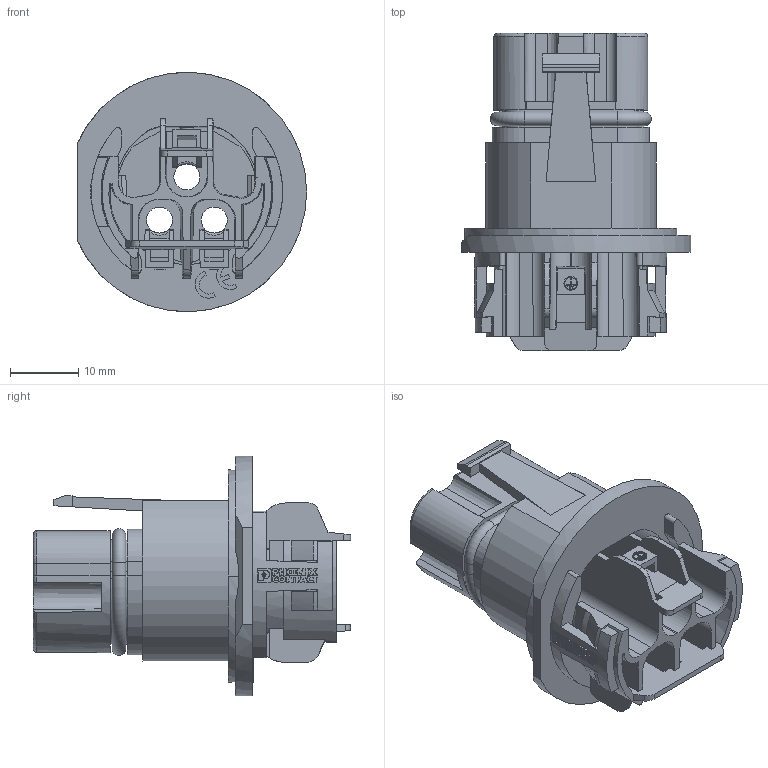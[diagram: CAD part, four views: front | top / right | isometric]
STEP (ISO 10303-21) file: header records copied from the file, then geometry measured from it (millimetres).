
FILE_DESCRIPTION(('Creo Elements/Direct Modeling STEP Export'),'2;1');
FILE_NAME('model.stp','2020-09-02T12:55:10',(''),(''),'Creo Elements/Direct Modeling STEP processor for AP214 (Solid Model)','Creo Elements/Direct Modeling 20.1A 29-Sep-2018 (C) Parametric Technology GmbH','');
FILE_SCHEMA(('AUTOMOTIVE_DESIGN { 1 0 10303 214 1 1 1 1 }'));
Length unit declared in the file: millimetre
Products named in the file (2): PRC3-FT25-M_insert; PRC_3-FT25-MC WO NUT
Assembly tree (1 placements, depth 2):
  PRC_3-FT25-MC WO NUT
    PRC3-FT25-M_insert
Bounding box: 33.5 x 46.35 x 35 mm (x, y, z)
Volume: 12743.6 mm3; surface area: 11215.5 mm2
Topology: 1 solids, 1 shells, 691 faces, 1936 edges, 1290 vertices
Faces by surface type: plane 469, cylinder 176, cone 26, torus 12, bspline 6, extrusion 2
Entity records: 33744 total; most frequent: CARTESIAN_POINT 10704, ORIENTED_EDGE 3872, DIRECTION 3435, EDGE_CURVE 1936, VERTEX_POINT 1290, VECTOR 1279, LINE 1277, AXIS2_PLACEMENT_3D 1078
